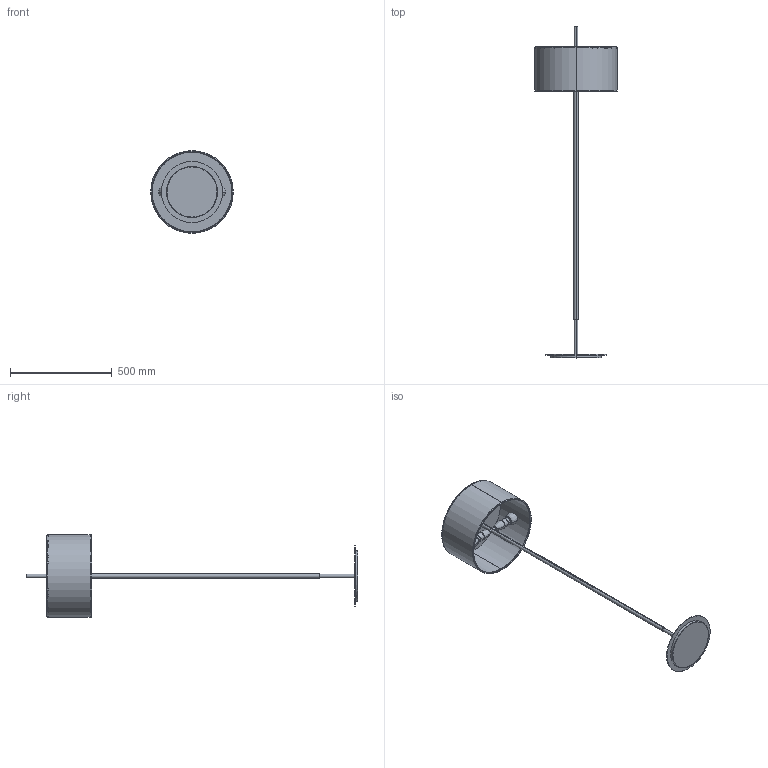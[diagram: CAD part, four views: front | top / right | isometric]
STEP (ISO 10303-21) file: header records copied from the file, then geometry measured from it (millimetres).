
FILE_DESCRIPTION (( 'STEP AP203' ), '1' );
FILE_NAME ('DANONA P DARK LEATHER 3023160-Pyyy.STEP', '2023-02-20T12:09:35', ( '' ), ( '' ), 'SwSTEP 2.0', 'SolidWorks 2019', '' );
FILE_SCHEMA (( 'CONFIG_CONTROL_DESIGN' ));
Length unit declared in the file: millimetre
Products named in the file (5): DANONA P - PIEL; DANONA M - PORTALAMAPARAS; DANONA P DARK LEATHER 3023160-Pyyy; DANONA P - PANTALLA; DANONA P - CUERPO
Assembly tree (4 placements, depth 2):
  DANONA P DARK LEATHER 3023160-Pyyy
    DANONA P - CUERPO
    DANONA P - PANTALLA
    DANONA M - PORTALAMAPARAS
    DANONA P - PIEL
Bounding box: 405 x 1631.5 x 405 mm (x, y, z)
Volume: 2776199.2 mm3; surface area: 1182041.6 mm2
Topology: 4 solids, 4 shells, 62 faces, 128 edges, 74 vertices
Faces by surface type: bspline 26, cylinder 22, plane 14
Entity records: 2473 total; most frequent: CARTESIAN_POINT 719, DIRECTION 292, ORIENTED_EDGE 240, AXIS2_PLACEMENT_3D 135, EDGE_CURVE 120, CIRCLE 92, VERTEX_POINT 74, EDGE_LOOP 72
